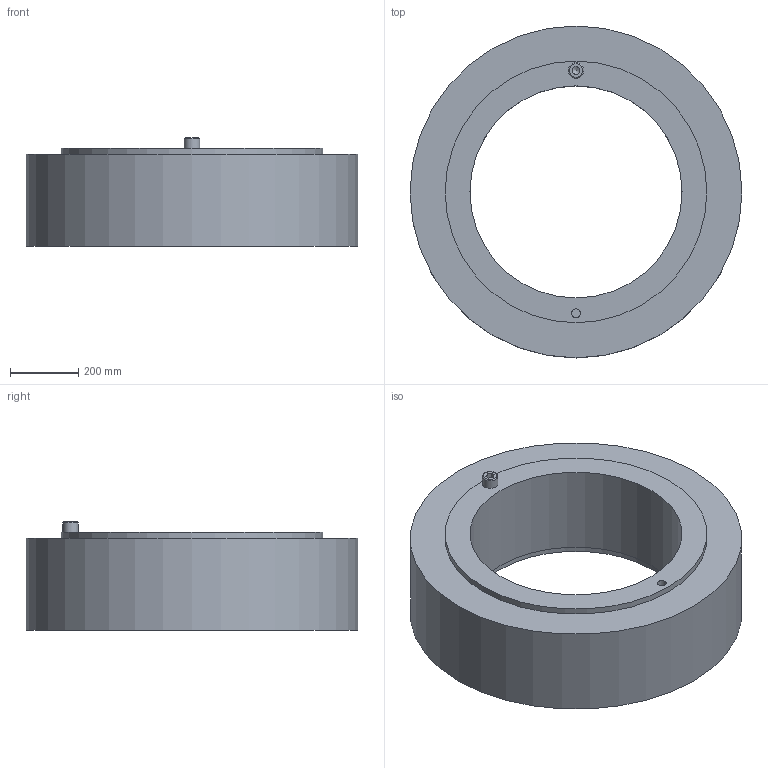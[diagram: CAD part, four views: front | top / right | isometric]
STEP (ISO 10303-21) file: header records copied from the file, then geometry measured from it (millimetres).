
FILE_DESCRIPTION((''),'2;1');
FILE_NAME('BIKON 1007-620-970.stp','2011-08-24T15:04:14',('kr'),(''),'Autodesk Inventor 2011','Autodesk Inventor 2011','');
FILE_SCHEMA(('AUTOMOTIVE_DESIGN { 1 0 10303 214 1 1 1 1 }'));
Length unit declared in the file: millimetre
Products named in the file (4): BIKON 1007-620-970; Volumenkörper1_53; Volumenkörper2_53; DIN 912 - ersetzt durch DIN EN ISO 4762 M30 x 110
Assembly tree (3 placements, depth 2):
  BIKON 1007-620-970
    Volumenkörper1_53
    Volumenkörper2_53
    DIN 912 - ersetzt durch DIN EN ISO 4762 M30 x 110
Bounding box: 970 x 970 x 316 mm (x, y, z)
Volume: 117645729 mm3; surface area: 3611222.8 mm2
Topology: 3 solids, 3 shells, 30 faces, 62 edges, 41 vertices
Faces by surface type: plane 15, cylinder 9, cone 4, torus 2
Full cylindrical faces by diameter (mm): 26.211 x2, 30 x1, 33 x1, 45 x1, 620 x1, 765 x2, 970 x1
Entity records: 825 total; most frequent: DIRECTION 136, CARTESIAN_POINT 129, ORIENTED_EDGE 86, AXIS2_PLACEMENT_3D 62, EDGE_LOOP 58, EDGE_CURVE 43, VERTEX_POINT 37, FACE_OUTER_BOUND 30
